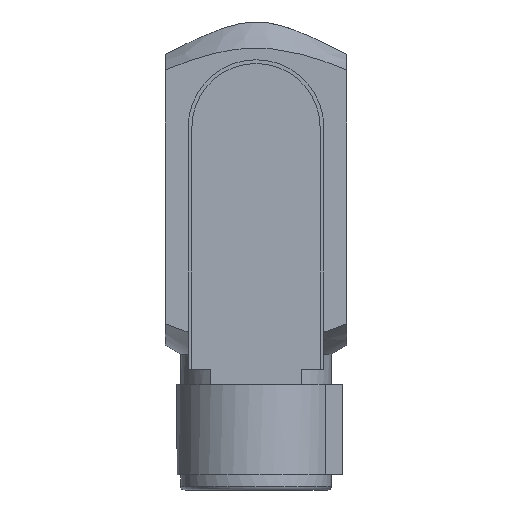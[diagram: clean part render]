
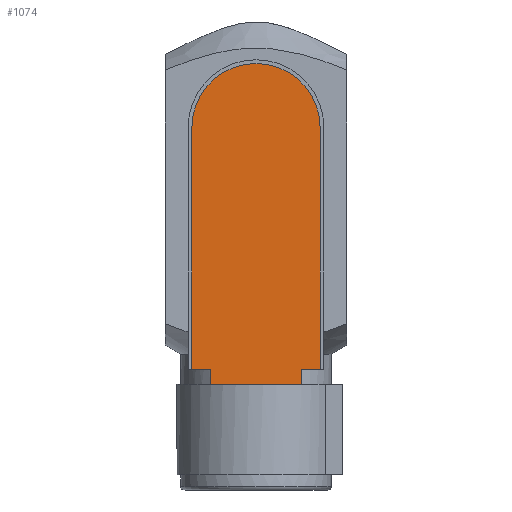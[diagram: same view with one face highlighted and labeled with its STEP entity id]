
A CAD part, left-side view. The second image highlights one B-rep face of the part: STEP entity #1074.
In plain terms, the highlighted planar face has unit normal (-1, 0, 0).
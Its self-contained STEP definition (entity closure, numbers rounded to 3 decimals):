
#931=CARTESIAN_POINT('',(-12.5,-8.5,2.0));
#932=VERTEX_POINT('',#931);
#940=CARTESIAN_POINT('',(-12.5,-8.5,34.0));
#941=VERTEX_POINT('',#940);
#948=CARTESIAN_POINT('',(-12.5,-8.5,34.0));
#949=DIRECTION('',(0.0,0.0,-1.0));
#950=VECTOR('',#949,32.0);
#951=LINE('',#948,#950);
#952=EDGE_CURVE('',#941,#932,#951,.T.);
#962=CARTESIAN_POINT('',(-12.5,-6.,2.0));
#963=VERTEX_POINT('',#962);
#964=CARTESIAN_POINT('',(-12.5,-6.,2.0));
#965=DIRECTION('',(0.0,-1.0,0.0));
#966=VECTOR('',#965,2.5);
#967=LINE('',#964,#966);
#968=EDGE_CURVE('',#963,#932,#967,.T.);
#1007=CARTESIAN_POINT('',(-12.5,8.5,34.0));
#1008=VERTEX_POINT('',#1007);
#1015=CARTESIAN_POINT('',(-12.5,0.0,34.0));
#1016=DIRECTION('',(1.0,0.0,0.0));
#1017=DIRECTION('',(0.0,0.0,-1.0));
#1018=AXIS2_PLACEMENT_3D('',#1015,#1016,#1017);
#1019=CIRCLE('',#1018,8.5);
#1020=EDGE_CURVE('',#1008,#941,#1019,.T.);
#1026=CARTESIAN_POINT('',(-12.5,6.,2.0));
#1027=DIRECTION('',(1.0,0.0,0.0));
#1028=DIRECTION('',(0.0,0.0,-1.0));
#1029=AXIS2_PLACEMENT_3D('',#1026,#1027,#1028);
#1030=PLANE('',#1029);
#1031=ORIENTED_EDGE('',*,*,#952,.F.);
#1032=ORIENTED_EDGE('',*,*,#1020,.F.);
#1033=CARTESIAN_POINT('',(-12.5,8.5,2.0));
#1034=VERTEX_POINT('',#1033);
#1035=CARTESIAN_POINT('',(-12.5,8.5,34.0));
#1036=DIRECTION('',(0.0,0.0,-1.0));
#1037=VECTOR('',#1036,32.0);
#1038=LINE('',#1035,#1037);
#1039=EDGE_CURVE('',#1008,#1034,#1038,.T.);
#1040=ORIENTED_EDGE('',*,*,#1039,.T.);
#1041=CARTESIAN_POINT('',(-12.5,6.,2.0));
#1042=VERTEX_POINT('',#1041);
#1043=CARTESIAN_POINT('',(-12.5,8.5,2.0));
#1044=DIRECTION('',(0.0,-1.0,0.0));
#1045=VECTOR('',#1044,2.5);
#1046=LINE('',#1043,#1045);
#1047=EDGE_CURVE('',#1034,#1042,#1046,.T.);
#1048=ORIENTED_EDGE('',*,*,#1047,.T.);
#1049=CARTESIAN_POINT('',(-12.5,6.,0.0));
#1050=VERTEX_POINT('',#1049);
#1051=CARTESIAN_POINT('',(-12.5,6.,2.0));
#1052=DIRECTION('',(0.0,0.0,-1.0));
#1053=VECTOR('',#1052,2.0);
#1054=LINE('',#1051,#1053);
#1055=EDGE_CURVE('',#1042,#1050,#1054,.T.);
#1056=ORIENTED_EDGE('',*,*,#1055,.T.);
#1057=CARTESIAN_POINT('',(-12.5,-6.,0.0));
#1058=VERTEX_POINT('',#1057);
#1059=CARTESIAN_POINT('',(-12.5,6.,0.0));
#1060=DIRECTION('',(0.0,-1.0,0.0));
#1061=VECTOR('',#1060,12.);
#1062=LINE('',#1059,#1061);
#1063=EDGE_CURVE('',#1050,#1058,#1062,.T.);
#1064=ORIENTED_EDGE('',*,*,#1063,.T.);
#1065=CARTESIAN_POINT('',(-12.5,-6.,2.0));
#1066=DIRECTION('',(0.0,0.0,-1.0));
#1067=VECTOR('',#1066,2.0);
#1068=LINE('',#1065,#1067);
#1069=EDGE_CURVE('',#963,#1058,#1068,.T.);
#1070=ORIENTED_EDGE('',*,*,#1069,.F.);
#1071=ORIENTED_EDGE('',*,*,#968,.T.);
#1072=EDGE_LOOP('',(#1031,#1032,#1040,#1048,#1056,#1064,#1070,#1071));
#1073=FACE_OUTER_BOUND('',#1072,.T.);
#1074=ADVANCED_FACE('',(#1073),#1030,.F.);
